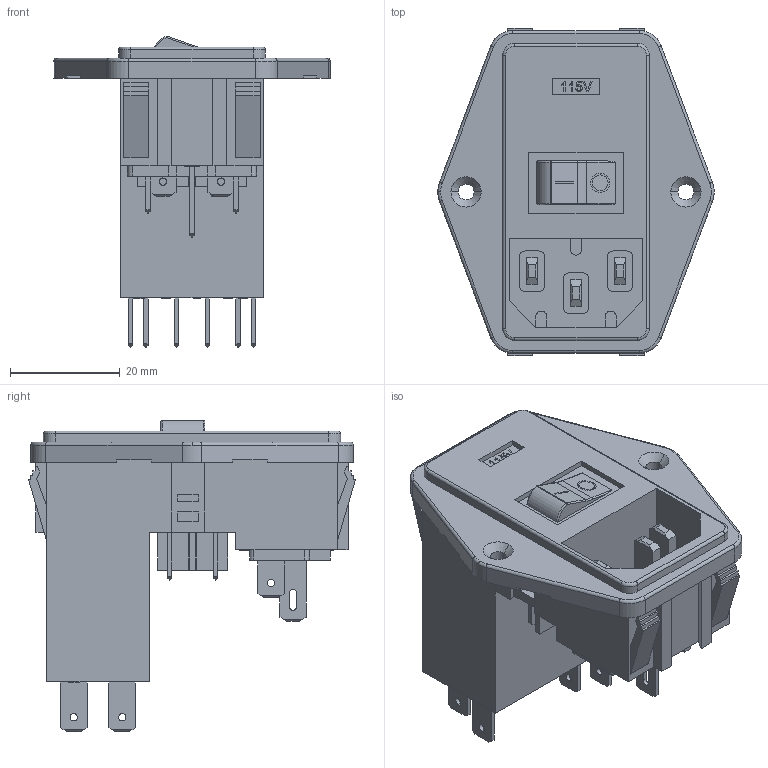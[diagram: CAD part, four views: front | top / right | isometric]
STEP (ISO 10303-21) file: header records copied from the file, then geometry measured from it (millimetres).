
FILE_DESCRIPTION (( 'STEP AP203' ), '1' );
FILE_NAME ('83544030NR.STEP', '2007-07-23T15:33:35', ( ' ' ), ( ' ' ), 'SwSTEP 2.0', 'SolidWorks 2007', '' );
FILE_SCHEMA (( 'CONFIG_CONTROL_DESIGN' ));
Length unit declared in the file: millimetre
Products named in the file (1): 83544030NR
Bounding box: 50.29 x 59.52 x 56.71 mm (x, y, z)
Volume: 37307.9 mm3; surface area: 17315.1 mm2
Topology: 1 solids, 1 shells, 656 faces, 1763 edges, 1162 vertices
Faces by surface type: plane 491, cylinder 92, bspline 52, torus 15, cone 4, sphere 2
Entity records: 22997 total; most frequent: CARTESIAN_POINT 6576, ORIENTED_EDGE 3522, DIRECTION 3068, EDGE_CURVE 1761, VECTOR 1448, LINE 1448, VERTEX_POINT 1162, AXIS2_PLACEMENT_3D 810
